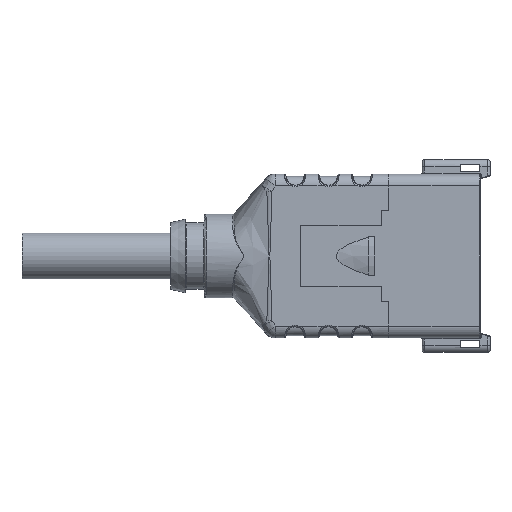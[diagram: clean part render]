
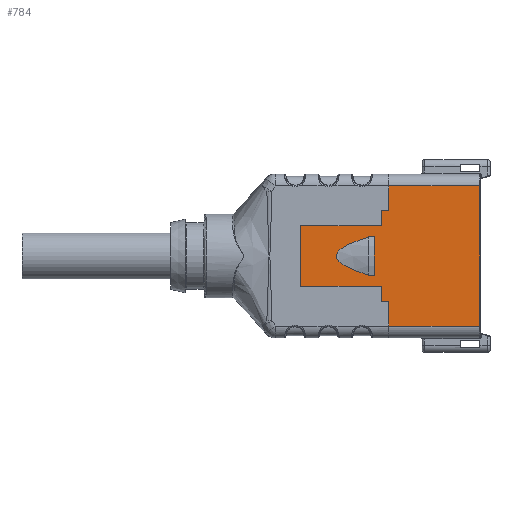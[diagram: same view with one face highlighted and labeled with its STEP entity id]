
A CAD part, left-side view. The second image highlights one B-rep face of the part: STEP entity #784.
In plain terms, the highlighted planar face has unit normal (-1, 0, 0).
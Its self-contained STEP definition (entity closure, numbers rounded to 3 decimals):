
#307=FACE_BOUND('',#2086,.T.);
#308=FACE_BOUND('',#2087,.T.);
#383=B_SPLINE_CURVE_WITH_KNOTS('',3,(#14083,#14084,#14085,#14086,#14087,
#14088,#14089,#14090,#14091,#14092,#14093,#14094,#14095,#14096,#14097,#14098),
 .UNSPECIFIED.,.F.,.F.,(4,2,2,2,2,2,2,4),(0.,0.25,0.375,
0.437,0.5,0.625,0.75,1.),.UNSPECIFIED.);
#784=ADVANCED_FACE('',(#307,#308),#1349,.F.);
#1349=PLANE('',#9630);
#2086=EDGE_LOOP('',(#3464,#3465,#3466,#3467,#3468,#3469,#3470,#3471,#3472,
#3473,#3474,#3475));
#2087=EDGE_LOOP('',(#3476,#3477,#3478,#3479));
#3464=ORIENTED_EDGE('',*,*,#7127,.T.);
#3465=ORIENTED_EDGE('',*,*,#7128,.T.);
#3466=ORIENTED_EDGE('',*,*,#7129,.T.);
#3467=ORIENTED_EDGE('',*,*,#6999,.F.);
#3468=ORIENTED_EDGE('',*,*,#7130,.F.);
#3469=ORIENTED_EDGE('',*,*,#7131,.T.);
#3470=ORIENTED_EDGE('',*,*,#7132,.T.);
#3471=ORIENTED_EDGE('',*,*,#7133,.T.);
#3472=ORIENTED_EDGE('',*,*,#7009,.T.);
#3473=ORIENTED_EDGE('',*,*,#7134,.T.);
#3474=ORIENTED_EDGE('',*,*,#7135,.T.);
#3475=ORIENTED_EDGE('',*,*,#7136,.T.);
#3476=ORIENTED_EDGE('',*,*,#7137,.F.);
#3477=ORIENTED_EDGE('',*,*,#7138,.F.);
#3478=ORIENTED_EDGE('',*,*,#7139,.F.);
#3479=ORIENTED_EDGE('',*,*,#7140,.F.);
#6133=VERTEX_POINT('',#13531);
#6135=VERTEX_POINT('',#13535);
#6141=VERTEX_POINT('',#13549);
#6145=VERTEX_POINT('',#13557);
#6233=VERTEX_POINT('',#14061);
#6234=VERTEX_POINT('',#14062);
#6235=VERTEX_POINT('',#14064);
#6236=VERTEX_POINT('',#14067);
#6237=VERTEX_POINT('',#14069);
#6238=VERTEX_POINT('',#14071);
#6239=VERTEX_POINT('',#14074);
#6240=VERTEX_POINT('',#14076);
#6241=VERTEX_POINT('',#14079);
#6242=VERTEX_POINT('',#14080);
#6243=VERTEX_POINT('',#14082);
#6244=VERTEX_POINT('',#14099);
#6999=EDGE_CURVE('',#6135,#6133,#8394,.T.);
#7009=EDGE_CURVE('',#6141,#6145,#8402,.T.);
#7127=EDGE_CURVE('',#6233,#6234,#8455,.T.);
#7128=EDGE_CURVE('',#6234,#6235,#8456,.T.);
#7129=EDGE_CURVE('',#6235,#6133,#8457,.T.);
#7130=EDGE_CURVE('',#6236,#6135,#8458,.T.);
#7131=EDGE_CURVE('',#6236,#6237,#8459,.T.);
#7132=EDGE_CURVE('',#6237,#6238,#8460,.T.);
#7133=EDGE_CURVE('',#6238,#6141,#8461,.T.);
#7134=EDGE_CURVE('',#6145,#6239,#8462,.T.);
#7135=EDGE_CURVE('',#6239,#6240,#8463,.T.);
#7136=EDGE_CURVE('',#6240,#6233,#8464,.T.);
#7137=EDGE_CURVE('',#6241,#6242,#8465,.T.);
#7138=EDGE_CURVE('',#6243,#6241,#8466,.T.);
#7139=EDGE_CURVE('',#6244,#6243,#383,.T.);
#7140=EDGE_CURVE('',#6242,#6244,#8467,.T.);
#8394=LINE('',#13536,#8982);
#8402=LINE('',#13558,#8990);
#8455=LINE('',#14060,#9043);
#8456=LINE('',#14063,#9044);
#8457=LINE('',#14065,#9045);
#8458=LINE('',#14066,#9046);
#8459=LINE('',#14068,#9047);
#8460=LINE('',#14070,#9048);
#8461=LINE('',#14072,#9049);
#8462=LINE('',#14073,#9050);
#8463=LINE('',#14075,#9051);
#8464=LINE('',#14077,#9052);
#8465=LINE('',#14078,#9053);
#8466=LINE('',#14081,#9054);
#8467=LINE('',#14100,#9055);
#8982=VECTOR('',#10701,1.);
#8990=VECTOR('',#10717,1.);
#9043=VECTOR('',#10888,1.);
#9044=VECTOR('',#10889,1.);
#9045=VECTOR('',#10890,1.);
#9046=VECTOR('',#10891,1.);
#9047=VECTOR('',#10892,1.);
#9048=VECTOR('',#10893,1.);
#9049=VECTOR('',#10894,1.);
#9050=VECTOR('',#10895,1.);
#9051=VECTOR('',#10896,1.);
#9052=VECTOR('',#10897,1.);
#9053=VECTOR('',#10898,1.);
#9054=VECTOR('',#10899,1.);
#9055=VECTOR('',#10900,1.);
#9630=AXIS2_PLACEMENT_3D('',#14101,#10901,#10902);
#10701=DIRECTION('',(0.,-1.,0.));
#10717=DIRECTION('',(0.,0.,-1.));
#10888=DIRECTION('',(0.,0.,-1.));
#10889=DIRECTION('',(0.,1.,0.));
#10890=DIRECTION('',(0.,0.,-1.));
#10891=DIRECTION('',(0.,0.,1.));
#10892=DIRECTION('',(0.,-1.,0.));
#10893=DIRECTION('',(0.,0.,-1.));
#10894=DIRECTION('',(0.,-1.,0.));
#10895=DIRECTION('',(0.,-1.,0.));
#10896=DIRECTION('',(0.,0.,1.));
#10897=DIRECTION('',(0.,1.,0.));
#10898=DIRECTION('',(0.,0.,1.));
#10899=DIRECTION('',(0.,-1.,0.));
#10900=DIRECTION('',(0.,1.,0.));
#10901=DIRECTION('',(1.,0.,0.));
#10902=DIRECTION('',(0.,0.,1.));
#13531=CARTESIAN_POINT('',(-11.15,20.8,6.3));
#13535=CARTESIAN_POINT('',(-11.15,37.75,6.3));
#13536=CARTESIAN_POINT('',(-11.15,37.75,6.3));
#13549=CARTESIAN_POINT('',(-11.15,19.3,-9.6));
#13557=CARTESIAN_POINT('',(-11.15,19.3,-14.7));
#13558=CARTESIAN_POINT('',(-11.15,19.3,-17.2));
#14060=CARTESIAN_POINT('',(-11.15,19.3,17.2));
#14061=CARTESIAN_POINT('',(-11.15,19.3,14.7));
#14062=CARTESIAN_POINT('',(-11.15,19.3,9.6));
#14063=CARTESIAN_POINT('',(-11.15,19.3,9.6));
#14064=CARTESIAN_POINT('',(-11.15,20.8,9.6));
#14065=CARTESIAN_POINT('',(-11.15,20.8,9.6));
#14066=CARTESIAN_POINT('',(-11.15,37.75,-6.3));
#14067=CARTESIAN_POINT('',(-11.15,37.75,-6.3));
#14068=CARTESIAN_POINT('',(-11.15,37.75,-6.3));
#14069=CARTESIAN_POINT('',(-11.15,20.8,-6.3));
#14070=CARTESIAN_POINT('',(-11.15,20.8,-6.3));
#14071=CARTESIAN_POINT('',(-11.15,20.8,-9.6));
#14072=CARTESIAN_POINT('',(-11.15,20.8,-9.6));
#14073=CARTESIAN_POINT('',(-11.15,44.3,-14.7));
#14074=CARTESIAN_POINT('',(-11.15,0.2,-14.7));
#14075=CARTESIAN_POINT('',(-11.15,0.2,-6.3));
#14076=CARTESIAN_POINT('',(-11.15,0.2,14.7));
#14077=CARTESIAN_POINT('',(-11.15,44.3,14.7));
#14078=CARTESIAN_POINT('',(-11.15,22.25,-6.3));
#14079=CARTESIAN_POINT('',(-11.15,22.25,-4.012));
#14080=CARTESIAN_POINT('',(-11.15,22.25,4.012));
#14081=CARTESIAN_POINT('',(-11.15,19.3,-4.012));
#14082=CARTESIAN_POINT('',(-11.15,23.55,-4.012));
#14083=CARTESIAN_POINT('',(-11.15,23.55,4.012));
#14084=CARTESIAN_POINT('',(-11.15,24.841,3.612));
#14085=CARTESIAN_POINT('',(-11.15,26.123,3.173));
#14086=CARTESIAN_POINT('',(-11.15,27.959,2.325));
#14087=CARTESIAN_POINT('',(-11.15,28.563,2.012));
#14088=CARTESIAN_POINT('',(-11.15,29.381,1.411));
#14089=CARTESIAN_POINT('',(-11.15,29.637,1.189));
#14090=CARTESIAN_POINT('',(-11.15,30.053,0.662));
#14091=CARTESIAN_POINT('',(-11.15,30.212,0.332));
#14092=CARTESIAN_POINT('',(-11.15,30.206,-0.684));
#14093=CARTESIAN_POINT('',(-11.15,29.635,-1.227));
#14094=CARTESIAN_POINT('',(-11.15,28.548,-2.02));
#14095=CARTESIAN_POINT('',(-11.15,27.942,-2.334));
#14096=CARTESIAN_POINT('',(-11.15,26.109,-3.178));
#14097=CARTESIAN_POINT('',(-11.15,24.837,-3.613));
#14098=CARTESIAN_POINT('',(-11.15,23.55,-4.012));
#14099=CARTESIAN_POINT('',(-11.15,23.55,4.012));
#14100=CARTESIAN_POINT('',(-11.15,19.3,4.012));
#14101=CARTESIAN_POINT('',(-11.15,37.75,-6.3));
